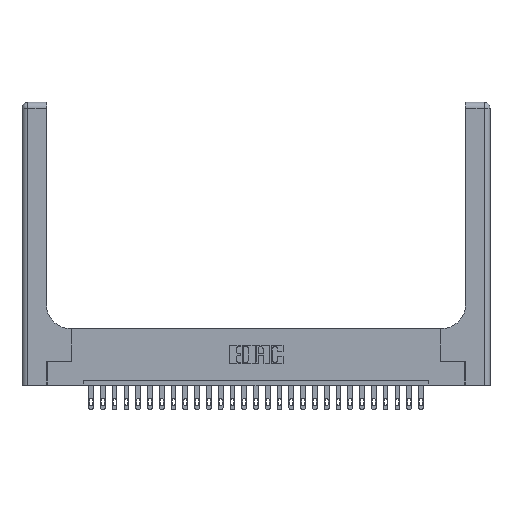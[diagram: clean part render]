
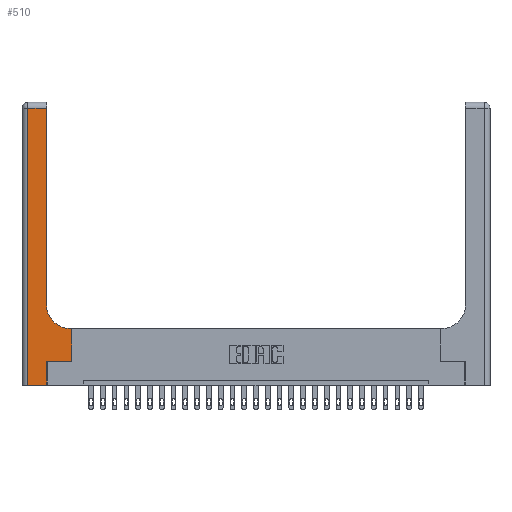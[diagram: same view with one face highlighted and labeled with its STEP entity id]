
A CAD part, top view. The second image highlights one B-rep face of the part: STEP entity #510.
In plain terms, the highlighted planar face has unit normal (0, 0, 1).
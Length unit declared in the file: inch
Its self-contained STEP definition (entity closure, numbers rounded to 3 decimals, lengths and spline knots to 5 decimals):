
#510 = ADVANCED_FACE ( 'NONE', ( #19973 ), #17166, .F. ) ;
#692 = EDGE_CURVE ( 'NONE', #16461, #13559, #24204, .T. ) ;
#1294 = ORIENTED_EDGE ( 'NONE', *, *, #21483, .T. ) ;
#1545 = DIRECTION ( 'NONE',  ( -1., 0., 0. ) ) ;
#1798 = DIRECTION ( 'NONE',  ( 0., -1., 0. ) ) ;
#2022 = ORIENTED_EDGE ( 'NONE', *, *, #2326, .T. ) ;
#2043 = CARTESIAN_POINT ( 'NONE',  ( 0., 2.94, 0.37 ) ) ;
#2133 = CARTESIAN_POINT ( 'NONE',  ( 0.265, 0.25, 0.37 ) ) ;
#2326 = EDGE_CURVE ( 'NONE', #10833, #8193, #18297, .T. ) ;
#2370 = VECTOR ( 'NONE', #1545, 39.37008 ) ;
#2511 = DIRECTION ( 'NONE',  ( 0., 1., 0. ) ) ;
#2701 = AXIS2_PLACEMENT_3D ( 'NONE', #2989, #22544, #5513 ) ;
#2989 = CARTESIAN_POINT ( 'NONE',  ( 0., 3., 0.37 ) ) ;
#3968 = CARTESIAN_POINT ( 'NONE',  ( 0.06, 3., 0.37 ) ) ;
#4295 = CARTESIAN_POINT ( 'NONE',  ( 0.265, 0.25, 0.37 ) ) ;
#5513 = DIRECTION ( 'NONE',  ( -1., 0., 0. ) ) ;
#5520 = EDGE_CURVE ( 'NONE', #20909, #15479, #21493, .T. ) ;
#5607 = EDGE_CURVE ( 'NONE', #21651, #16461, #12748, .T. ) ;
#6193 = CARTESIAN_POINT ( 'NONE',  ( 0.528, 0.25, 0.37 ) ) ;
#6286 = CARTESIAN_POINT ( 'NONE',  ( 0.51, 0.85, 0.37 ) ) ;
#8193 = VERTEX_POINT ( 'NONE', #11144 ) ;
#8253 = VECTOR ( 'NONE', #1798, 39.37008 ) ;
#8297 = CARTESIAN_POINT ( 'NONE',  ( 0.528, 0.25, 0.37 ) ) ;
#8394 = CARTESIAN_POINT ( 'NONE',  ( 0.06, 0., 0.37 ) ) ;
#9552 = VECTOR ( 'NONE', #19896, 39.37008 ) ;
#10033 = DIRECTION ( 'NONE',  ( -1., 0., 0. ) ) ;
#10584 = EDGE_CURVE ( 'NONE', #15479, #16088, #24748, .T. ) ;
#10833 = VERTEX_POINT ( 'NONE', #6193 ) ;
#11144 = CARTESIAN_POINT ( 'NONE',  ( 0.528, 0.6, 0.37 ) ) ;
#11192 = CARTESIAN_POINT ( 'NONE',  ( 0.26, 0.85, 0.37 ) ) ;
#11363 = ORIENTED_EDGE ( 'NONE', *, *, #12017, .T. ) ;
#12017 = EDGE_CURVE ( 'NONE', #8193, #21651, #17737, .T. ) ;
#12150 = DIRECTION ( 'NONE',  ( 0., 1., 0. ) ) ;
#12748 = CIRCLE ( 'NONE', #19692, 0.25 ) ;
#13037 = VECTOR ( 'NONE', #10033, 39.37008 ) ;
#13440 = CARTESIAN_POINT ( 'NONE',  ( 0.26, 2.94, 0.37 ) ) ;
#13456 = ORIENTED_EDGE ( 'NONE', *, *, #5607, .T. ) ;
#13559 = VERTEX_POINT ( 'NONE', #13440 ) ;
#13636 = CARTESIAN_POINT ( 'NONE',  ( 0.265, 0., 0.37 ) ) ;
#13739 = ORIENTED_EDGE ( 'NONE', *, *, #5520, .T. ) ;
#13880 = LINE ( 'NONE', #20046, #21702 ) ;
#14045 = CARTESIAN_POINT ( 'NONE',  ( 0.26, 3., 0.37 ) ) ;
#14077 = DIRECTION ( 'NONE',  ( 1., 0., 0. ) ) ;
#14583 = CARTESIAN_POINT ( 'NONE',  ( 0.51, 0.6, 0.37 ) ) ;
#14886 = ORIENTED_EDGE ( 'NONE', *, *, #10584, .T. ) ;
#15430 = CARTESIAN_POINT ( 'NONE',  ( 0.26, 0.6, 0.37 ) ) ;
#15479 = VERTEX_POINT ( 'NONE', #8394 ) ;
#16088 = VERTEX_POINT ( 'NONE', #13636 ) ;
#16104 = DIRECTION ( 'NONE',  ( 0., 1., 0. ) ) ;
#16184 = VECTOR ( 'NONE', #12150, 39.37008 ) ;
#16461 = VERTEX_POINT ( 'NONE', #11192 ) ;
#16481 = ORIENTED_EDGE ( 'NONE', *, *, #17837, .T. ) ;
#16795 = CARTESIAN_POINT ( 'NONE',  ( 0., 0., 0.37 ) ) ;
#17140 = VECTOR ( 'NONE', #24617, 39.37008 ) ;
#17166 = PLANE ( 'NONE',  #2701 ) ;
#17203 = ORIENTED_EDGE ( 'NONE', *, *, #24566, .T. ) ;
#17265 = ORIENTED_EDGE ( 'NONE', *, *, #692, .T. ) ;
#17737 = LINE ( 'NONE', #15430, #13037 ) ;
#17837 = EDGE_CURVE ( 'NONE', #21859, #10833, #21825, .T. ) ;
#18297 = LINE ( 'NONE', #8297, #22345 ) ;
#19563 = LINE ( 'NONE', #2043, #2370 ) ;
#19692 = AXIS2_PLACEMENT_3D ( 'NONE', #6286, #25177, #14077 ) ;
#19896 = DIRECTION ( 'NONE',  ( 1., 0., 0. ) ) ;
#19973 = FACE_OUTER_BOUND ( 'NONE', #21277, .T. ) ;
#20046 = CARTESIAN_POINT ( 'NONE',  ( 0.265, 0., 0.37 ) ) ;
#20663 = CARTESIAN_POINT ( 'NONE',  ( 0.06, 2.94, 0.37 ) ) ;
#20909 = VERTEX_POINT ( 'NONE', #20663 ) ;
#21277 = EDGE_LOOP ( 'NONE', ( #17265, #1294, #13739, #14886, #17203, #16481, #2022, #11363, #13456 ) ) ;
#21483 = EDGE_CURVE ( 'NONE', #13559, #20909, #19563, .T. ) ;
#21493 = LINE ( 'NONE', #3968, #8253 ) ;
#21651 = VERTEX_POINT ( 'NONE', #14583 ) ;
#21702 = VECTOR ( 'NONE', #2511, 39.37008 ) ;
#21825 = LINE ( 'NONE', #4295, #9552 ) ;
#21859 = VERTEX_POINT ( 'NONE', #2133 ) ;
#22345 = VECTOR ( 'NONE', #16104, 39.37008 ) ;
#22544 = DIRECTION ( 'NONE',  ( 0., 0., -1. ) ) ;
#24204 = LINE ( 'NONE', #14045, #16184 ) ;
#24566 = EDGE_CURVE ( 'NONE', #16088, #21859, #13880, .T. ) ;
#24617 = DIRECTION ( 'NONE',  ( 1., 0., 0. ) ) ;
#24748 = LINE ( 'NONE', #16795, #17140 ) ;
#25177 = DIRECTION ( 'NONE',  ( 0., 0., -1. ) ) ;
